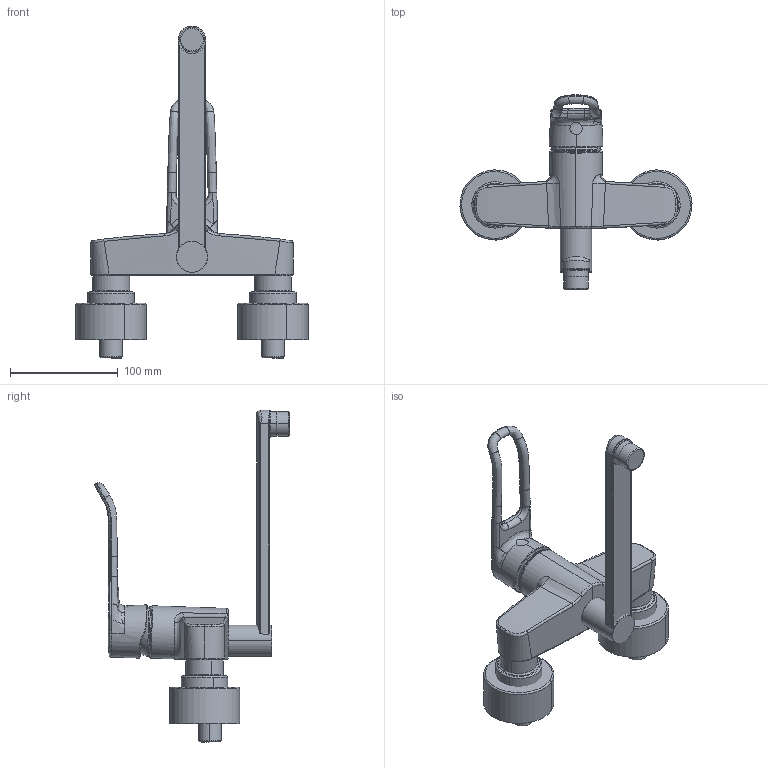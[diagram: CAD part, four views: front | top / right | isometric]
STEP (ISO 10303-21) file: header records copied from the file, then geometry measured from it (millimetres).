
FILE_DESCRIPTION (( 'STEP AP203' ), '1' );
FILE_NAME ('01536286.STEP', '2019-05-15T07:04:18', ( '' ), ( '' ), 'SwSTEP 2.0', 'SolidWorks 2016', '' );
FILE_SCHEMA (( 'CONFIG_CONTROL_DESIGN' ));
Length unit declared in the file: millimetre
Products named in the file (1): 01536286
Bounding box: 214.94 x 180.14 x 307.51 mm (x, y, z)
Volume: 816481.6 mm3; surface area: 141285.6 mm2
Topology: 13 solids, 13 shells, 255 faces, 578 edges, 357 vertices
Faces by surface type: bspline 135, cylinder 48, plane 46, cone 20, torus 4, sphere 2
Entity records: 25459 total; most frequent: CARTESIAN_POINT 20637, ORIENTED_EDGE 1156, DIRECTION 718, EDGE_CURVE 578, VERTEX_POINT 357, AXIS2_PLACEMENT_3D 312, EDGE_LOOP 265, B_SPLINE_CURVE_WITH_KNOTS 264
